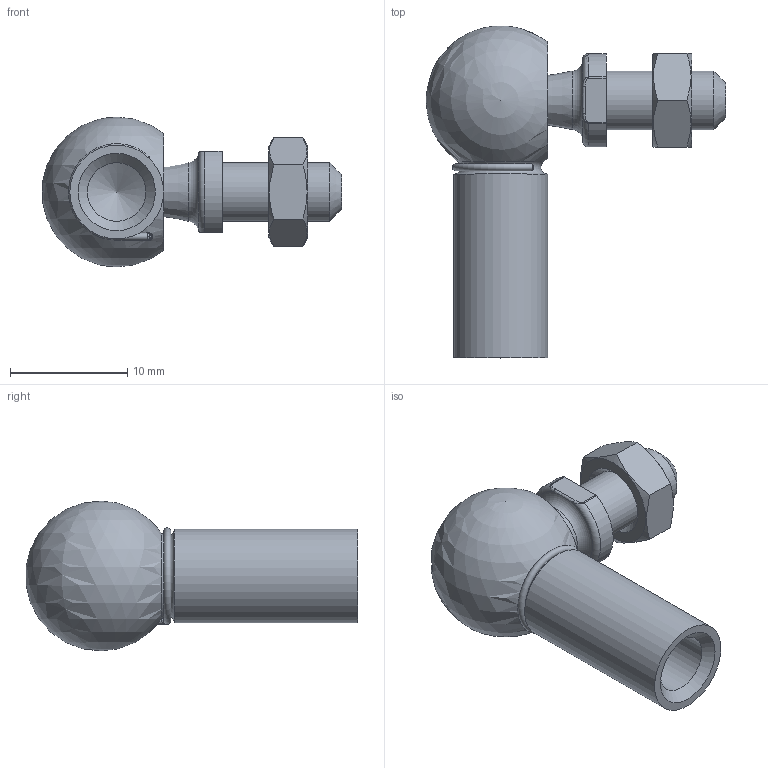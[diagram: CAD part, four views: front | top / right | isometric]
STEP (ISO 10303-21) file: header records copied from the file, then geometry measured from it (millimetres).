
FILE_DESCRIPTION (( 'STEP AP214' ), '1' );
FILE_NAME ('75.01.10.0001L.step', '2021-04-02T17:54:44', ( '' ), ( '' ), 'SwSTEP 2.0', 'SolidWorks 2021', '' );
FILE_SCHEMA (( 'AUTOMOTIVE_DESIGN' ));
Length unit declared in the file: millimetre
Products named in the file (1): 75.01.10.0001L
Bounding box: 25.54 x 28.34 x 12.8 mm (x, y, z)
Volume: 1948.3 mm3; surface area: 2126.7 mm2
Topology: 5 solids, 5 shells, 74 faces, 165 edges, 100 vertices
Faces by surface type: plane 21, cylinder 17, bspline 14, cone 9, torus 8, sphere 5
Full cylindrical faces by diameter (mm): 0.6 x2, 0.7 x2, 5 x3, 8 x1, 8.616 x2, 9.616 x1
Entity records: 2385 total; most frequent: CARTESIAN_POINT 1012, DIRECTION 252, ORIENTED_EDGE 234, AXIS2_PLACEMENT_3D 118, EDGE_CURVE 117, EDGE_LOOP 112, FACE_OUTER_BOUND 91, VERTEX_POINT 85
